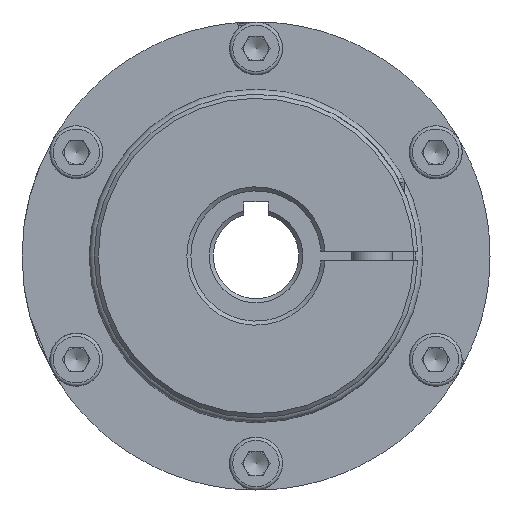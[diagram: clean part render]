
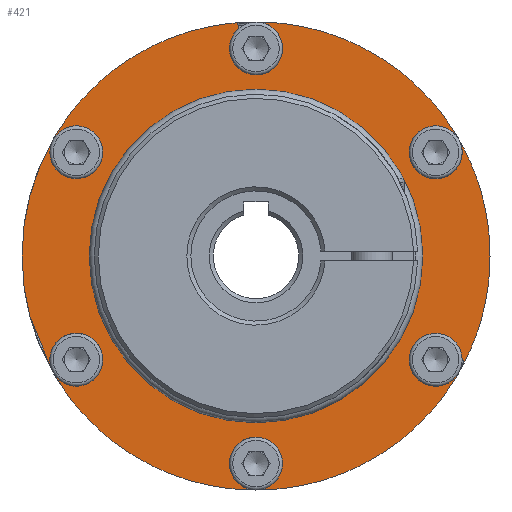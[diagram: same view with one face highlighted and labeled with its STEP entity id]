
A CAD part, left-side view. The second image highlights one B-rep face of the part: STEP entity #421.
In plain terms, the highlighted planar face has unit normal (-1, 0, 0).
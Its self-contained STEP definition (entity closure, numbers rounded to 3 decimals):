
#421 = ADVANCED_FACE( '', ( #1218, #1219 ), #1220, .F. );
#1218 = FACE_OUTER_BOUND( '', #2631, .T. );
#1219 = FACE_BOUND( '', #2632, .T. );
#1220 = PLANE( '', #2633 );
#2631 = EDGE_LOOP( '', ( #4124, #4125, #4126, #4127, #4128, #4129, #4130, #4131, #4132, #4133, #4134, #4135 ) );
#2632 = EDGE_LOOP( '', ( #4136 ) );
#2633 = AXIS2_PLACEMENT_3D( '', #4137, #4138, #4139 );
#4124 = ORIENTED_EDGE( '', *, *, #7154, .T. );
#4125 = ORIENTED_EDGE( '', *, *, #7155, .F. );
#4126 = ORIENTED_EDGE( '', *, *, #7156, .T. );
#4127 = ORIENTED_EDGE( '', *, *, #7157, .F. );
#4128 = ORIENTED_EDGE( '', *, *, #7158, .T. );
#4129 = ORIENTED_EDGE( '', *, *, #7159, .F. );
#4130 = ORIENTED_EDGE( '', *, *, #7160, .T. );
#4131 = ORIENTED_EDGE( '', *, *, #7161, .F. );
#4132 = ORIENTED_EDGE( '', *, *, #7162, .T. );
#4133 = ORIENTED_EDGE( '', *, *, #7163, .F. );
#4134 = ORIENTED_EDGE( '', *, *, #7164, .T. );
#4135 = ORIENTED_EDGE( '', *, *, #7165, .F. );
#4136 = ORIENTED_EDGE( '', *, *, #7166, .F. );
#4137 = CARTESIAN_POINT( '', ( -11.5, 0., 57.5 ) );
#4138 = DIRECTION( '', ( 1., 0., 0. ) );
#4139 = DIRECTION( '', ( 0., 1., 0. ) );
#7154 = EDGE_CURVE( '', #8340, #8341, #8342, .T. );
#7155 = EDGE_CURVE( '', #8341, #8341, #8343, .T. );
#7156 = EDGE_CURVE( '', #8341, #8344, #8345, .T. );
#7157 = EDGE_CURVE( '', #8344, #8344, #8346, .T. );
#7158 = EDGE_CURVE( '', #8344, #8347, #8348, .T. );
#7159 = EDGE_CURVE( '', #8347, #8347, #8349, .T. );
#7160 = EDGE_CURVE( '', #8347, #8350, #8351, .T. );
#7161 = EDGE_CURVE( '', #8350, #8350, #8352, .T. );
#7162 = EDGE_CURVE( '', #8350, #8353, #8354, .T. );
#7163 = EDGE_CURVE( '', #8353, #8353, #8355, .T. );
#7164 = EDGE_CURVE( '', #8353, #8340, #8356, .T. );
#7165 = EDGE_CURVE( '', #8340, #8340, #8357, .T. );
#7166 = EDGE_CURVE( '', #8358, #8358, #8359, .T. );
#8340 = VERTEX_POINT( '', #10133 );
#8341 = VERTEX_POINT( '', #10134 );
#8342 = CIRCLE( '', #10135, 57.5 );
#8343 = CIRCLE( '', #10136, 6.5 );
#8344 = VERTEX_POINT( '', #10137 );
#8345 = CIRCLE( '', #10138, 57.5 );
#8346 = CIRCLE( '', #10139, 6.5 );
#8347 = VERTEX_POINT( '', #10140 );
#8348 = CIRCLE( '', #10141, 57.5 );
#8349 = CIRCLE( '', #10142, 6.5 );
#8350 = VERTEX_POINT( '', #10143 );
#8351 = CIRCLE( '', #10144, 57.5 );
#8352 = CIRCLE( '', #10145, 6.5 );
#8353 = VERTEX_POINT( '', #10146 );
#8354 = CIRCLE( '', #10147, 57.5 );
#8355 = CIRCLE( '', #10148, 6.5 );
#8356 = CIRCLE( '', #10149, 57.5 );
#8357 = CIRCLE( '', #10150, 6.5 );
#8358 = VERTEX_POINT( '', #10151 );
#8359 = CIRCLE( '', #10152, 38.65 );
#10133 = CARTESIAN_POINT( '', ( -11.5, -49.796, -28.75 ) );
#10134 = CARTESIAN_POINT( '', ( -11.5, -49.796, 28.75 ) );
#10135 = AXIS2_PLACEMENT_3D( '', #13865, #13866, #13867 );
#10136 = AXIS2_PLACEMENT_3D( '', #13868, #13869, #13870 );
#10137 = CARTESIAN_POINT( '', ( -11.5, 0., 57.5 ) );
#10138 = AXIS2_PLACEMENT_3D( '', #13871, #13872, #13873 );
#10139 = AXIS2_PLACEMENT_3D( '', #13874, #13875, #13876 );
#10140 = CARTESIAN_POINT( '', ( -11.5, 49.796, 28.75 ) );
#10141 = AXIS2_PLACEMENT_3D( '', #13877, #13878, #13879 );
#10142 = AXIS2_PLACEMENT_3D( '', #13880, #13881, #13882 );
#10143 = CARTESIAN_POINT( '', ( -11.5, 49.796, -28.75 ) );
#10144 = AXIS2_PLACEMENT_3D( '', #13883, #13884, #13885 );
#10145 = AXIS2_PLACEMENT_3D( '', #13886, #13887, #13888 );
#10146 = CARTESIAN_POINT( '', ( -11.5, 0., -57.5 ) );
#10147 = AXIS2_PLACEMENT_3D( '', #13889, #13890, #13891 );
#10148 = AXIS2_PLACEMENT_3D( '', #13892, #13893, #13894 );
#10149 = AXIS2_PLACEMENT_3D( '', #13895, #13896, #13897 );
#10150 = AXIS2_PLACEMENT_3D( '', #13898, #13899, #13900 );
#10151 = CARTESIAN_POINT( '', ( -11.5, 0., 38.65 ) );
#10152 = AXIS2_PLACEMENT_3D( '', #13901, #13902, #13903 );
#13865 = CARTESIAN_POINT( '', ( -11.5, 0., 0. ) );
#13866 = DIRECTION( '', ( -1., 0., 0. ) );
#13867 = DIRECTION( '', ( 0., 0., 1. ) );
#13868 = CARTESIAN_POINT( '', ( -11.5, -44.167, 25.5 ) );
#13869 = DIRECTION( '', ( -1., 0., 0. ) );
#13870 = DIRECTION( '', ( 0., 0.866, -0.5 ) );
#13871 = CARTESIAN_POINT( '', ( -11.5, 0., 0. ) );
#13872 = DIRECTION( '', ( -1., 0., 0. ) );
#13873 = DIRECTION( '', ( 0., 0., 1. ) );
#13874 = CARTESIAN_POINT( '', ( -11.5, 0., 51. ) );
#13875 = DIRECTION( '', ( -1., 0., 0. ) );
#13876 = DIRECTION( '', ( 0., 0., -1. ) );
#13877 = CARTESIAN_POINT( '', ( -11.5, 0., 0. ) );
#13878 = DIRECTION( '', ( -1., 0., 0. ) );
#13879 = DIRECTION( '', ( 0., 0., 1. ) );
#13880 = CARTESIAN_POINT( '', ( -11.5, 44.167, 25.5 ) );
#13881 = DIRECTION( '', ( -1., 0., 0. ) );
#13882 = DIRECTION( '', ( 0., -0.866, -0.5 ) );
#13883 = CARTESIAN_POINT( '', ( -11.5, 0., 0. ) );
#13884 = DIRECTION( '', ( -1., 0., 0. ) );
#13885 = DIRECTION( '', ( 0., 0., 1. ) );
#13886 = CARTESIAN_POINT( '', ( -11.5, 44.167, -25.5 ) );
#13887 = DIRECTION( '', ( -1., 0., 0. ) );
#13888 = DIRECTION( '', ( 0., -0.866, 0.5 ) );
#13889 = CARTESIAN_POINT( '', ( -11.5, 0., 0. ) );
#13890 = DIRECTION( '', ( -1., 0., 0. ) );
#13891 = DIRECTION( '', ( 0., 0., 1. ) );
#13892 = CARTESIAN_POINT( '', ( -11.5, 0., -51. ) );
#13893 = DIRECTION( '', ( -1., 0., 0. ) );
#13894 = DIRECTION( '', ( 0., 0., 1. ) );
#13895 = CARTESIAN_POINT( '', ( -11.5, 0., 0. ) );
#13896 = DIRECTION( '', ( -1., 0., 0. ) );
#13897 = DIRECTION( '', ( 0., 0., 1. ) );
#13898 = CARTESIAN_POINT( '', ( -11.5, -44.167, -25.5 ) );
#13899 = DIRECTION( '', ( -1., 0., 0. ) );
#13900 = DIRECTION( '', ( 0., 0.866, 0.5 ) );
#13901 = CARTESIAN_POINT( '', ( -11.5, 0., 0. ) );
#13902 = DIRECTION( '', ( -1., 0., 0. ) );
#13903 = DIRECTION( '', ( 0., 0., 1. ) );
